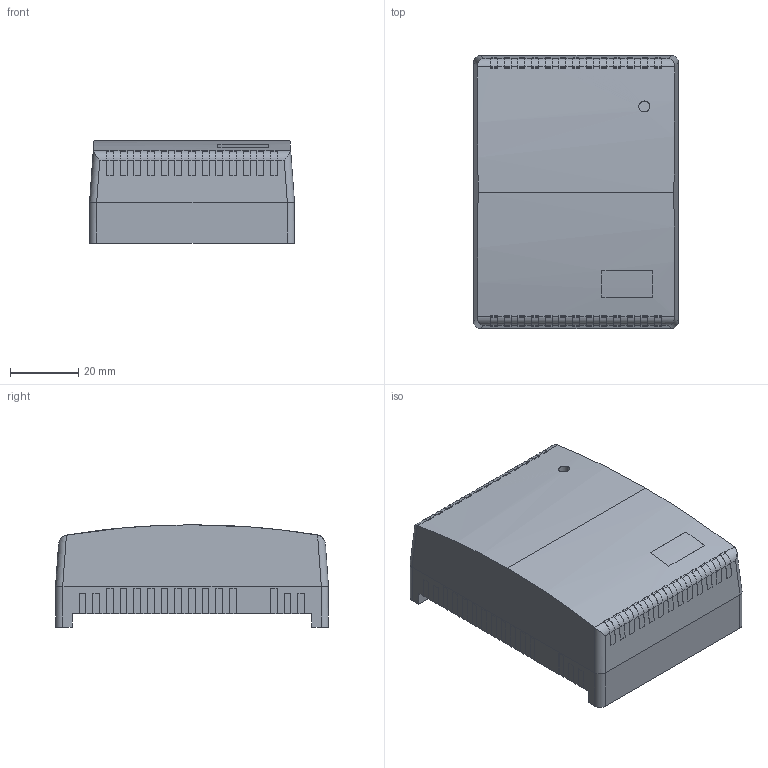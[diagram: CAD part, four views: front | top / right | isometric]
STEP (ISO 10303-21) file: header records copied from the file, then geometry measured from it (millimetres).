
FILE_DESCRIPTION (( 'STEP AP214' ), '1' );
FILE_NAME ('HUM-R-PT.STEP', '2025-07-28T19:02:13', ( '' ), ( '' ), 'SwSTEP 2.0', 'SolidWorks 2024', '' );
FILE_SCHEMA (( 'AUTOMOTIVE_DESIGN' ));
Length unit declared in the file: inch
Products named in the file (1): HUM-R-PT
Bounding box: 60 x 79.9 x 29.99 mm (x, y, z)
Volume: 118441.4 mm3; surface area: 17072.4 mm2
Topology: 1 solids, 1 shells, 461 faces, 1373 edges, 916 vertices
Faces by surface type: plane 354, cylinder 105, bspline 2
Entity records: 15625 total; most frequent: CARTESIAN_POINT 3052, ORIENTED_EDGE 2746, DIRECTION 2502, EDGE_CURVE 1373, LINE 1098, VECTOR 1098, VERTEX_POINT 916, AXIS2_PLACEMENT_3D 702
